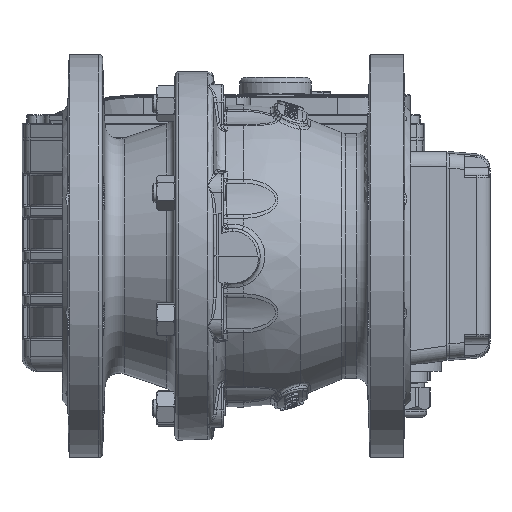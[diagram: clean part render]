
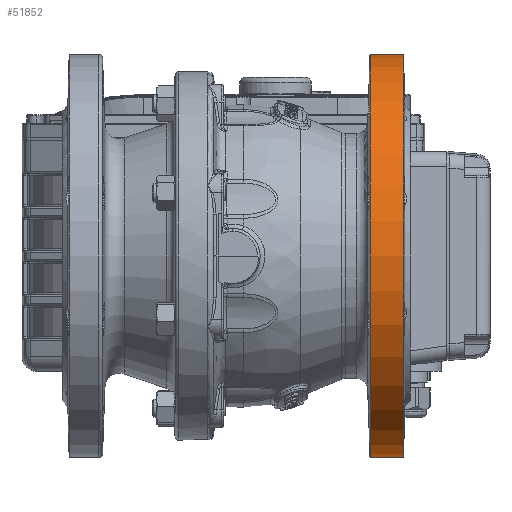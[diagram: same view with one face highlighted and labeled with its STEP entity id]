
A CAD part, front view. The second image highlights one B-rep face of the part: STEP entity #51852.
In plain terms, the highlighted cylindrical face has radius 110 mm (diameter 220 mm), a full revolution.
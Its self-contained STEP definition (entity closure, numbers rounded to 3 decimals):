
#10845=CYLINDRICAL_SURFACE('',#55558,110.);
#11930=ORIENTED_EDGE('',*,*,#27968,.F.);
#11931=ORIENTED_EDGE('',*,*,#27958,.F.);
#27958=EDGE_CURVE('',#35991,#35991,#41111,.T.);
#27968=EDGE_CURVE('',#35993,#35993,#41121,.T.);
#35991=VERTEX_POINT('',#76356);
#35993=VERTEX_POINT('',#76370);
#41111=CIRCLE('',#55547,110.);
#41121=CIRCLE('',#55559,110.);
#43962=EDGE_LOOP('',(#11930));
#43963=EDGE_LOOP('',(#11931));
#47788=FACE_BOUND('',#43962,.T.);
#47789=FACE_BOUND('',#43963,.T.);
#51852=ADVANCED_FACE('',(#47788,#47789),#10845,.T.);
#55547=AXIS2_PLACEMENT_3D('',#76355,#61243,#61244);
#55558=AXIS2_PLACEMENT_3D('',#76368,#61265,#61266);
#55559=AXIS2_PLACEMENT_3D('',#76369,#61267,#61268);
#61243=DIRECTION('',(1.,0.,0.));
#61244=DIRECTION('',(0.,0.,1.));
#61265=DIRECTION('',(-1.,0.,0.));
#61266=DIRECTION('',(0.,0.,1.));
#61267=DIRECTION('',(-1.,0.,0.));
#61268=DIRECTION('',(0.,0.,-1.));
#76355=CARTESIAN_POINT('',(87.286,0.,0.));
#76356=CARTESIAN_POINT('',(87.286,0.,110.));
#76368=CARTESIAN_POINT('',(-44.68,0.,0.));
#76369=CARTESIAN_POINT('',(69.,0.,0.));
#76370=CARTESIAN_POINT('',(69.,0.,-110.));
